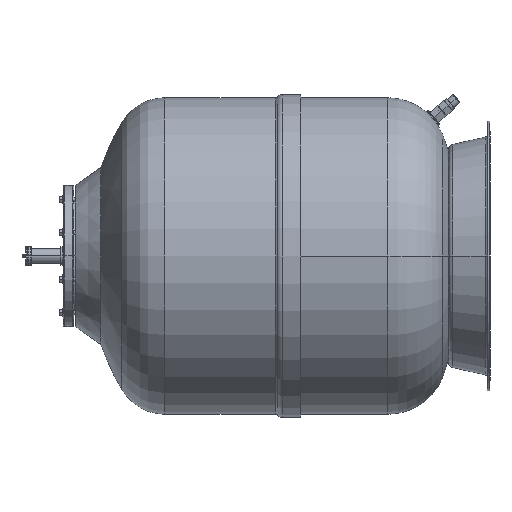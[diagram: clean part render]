
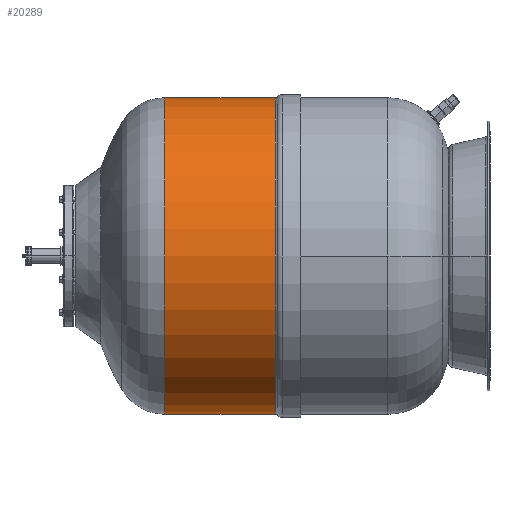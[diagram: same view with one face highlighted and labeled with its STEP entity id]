
A CAD part, left-side view. The second image highlights one B-rep face of the part: STEP entity #20289.
In plain terms, the highlighted cylindrical face has radius 305 mm (diameter 610 mm), a partial arc.
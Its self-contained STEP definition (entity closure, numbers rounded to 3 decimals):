
#240 = CARTESIAN_POINT ( 'NONE',  ( 260., 626.954, 45. ) ) ;
#743 = CARTESIAN_POINT ( 'NONE',  ( 260., 626.954, -565. ) ) ;
#2712 = CYLINDRICAL_SURFACE ( 'NONE', #20680, 305. ) ;
#3863 = DIRECTION ( 'NONE',  ( 0., -1., 0. ) ) ;
#4871 = VERTEX_POINT ( 'NONE', #34543 ) ;
#5007 = VECTOR ( 'NONE', #17715, 1000. ) ;
#5408 = DIRECTION ( 'NONE',  ( 0., -1., 0. ) ) ;
#5927 = EDGE_LOOP ( 'NONE', ( #22142, #25769, #16096, #13552 ) ) ;
#6736 = DIRECTION ( 'NONE',  ( 0., 0., 1. ) ) ;
#8901 = LINE ( 'NONE', #31280, #5007 ) ;
#10000 = CARTESIAN_POINT ( 'NONE',  ( 260., 413.966, -260. ) ) ;
#11101 = EDGE_CURVE ( 'NONE', #23839, #18470, #22469, .T. ) ;
#11408 = DIRECTION ( 'NONE',  ( 0., 1., 0. ) ) ;
#12724 = VERTEX_POINT ( 'NONE', #19191 ) ;
#13384 = CIRCLE ( 'NONE', #23148, 305. ) ;
#13552 = ORIENTED_EDGE ( 'NONE', *, *, #30235, .T. ) ;
#13711 = DIRECTION ( 'NONE',  ( 0., 0., 1. ) ) ;
#16096 = ORIENTED_EDGE ( 'NONE', *, *, #25110, .F. ) ;
#17715 = DIRECTION ( 'NONE',  ( 0., 1., 0. ) ) ;
#18470 = VERTEX_POINT ( 'NONE', #743 ) ;
#19117 = CARTESIAN_POINT ( 'NONE',  ( 260., 626.954, -260. ) ) ;
#19191 = CARTESIAN_POINT ( 'NONE',  ( 260., 413.966, -565. ) ) ;
#20048 = CARTESIAN_POINT ( 'NONE',  ( 260., 413.966, -565. ) ) ;
#20289 = ADVANCED_FACE ( 'NONE', ( #29984 ), #2712, .T. ) ;
#20680 = AXIS2_PLACEMENT_3D ( 'NONE', #25019, #5408, #27329 ) ;
#22142 = ORIENTED_EDGE ( 'NONE', *, *, #11101, .T. ) ;
#22469 = CIRCLE ( 'NONE', #32739, 305. ) ;
#22563 = LINE ( 'NONE', #20048, #34646 ) ;
#23148 = AXIS2_PLACEMENT_3D ( 'NONE', #10000, #3863, #6736 ) ;
#23839 = VERTEX_POINT ( 'NONE', #240 ) ;
#25019 = CARTESIAN_POINT ( 'NONE',  ( 260., 364.366, -260. ) ) ;
#25110 = EDGE_CURVE ( 'NONE', #4871, #12724, #13384, .T. ) ;
#25769 = ORIENTED_EDGE ( 'NONE', *, *, #26331, .F. ) ;
#26331 = EDGE_CURVE ( 'NONE', #12724, #18470, #22563, .T. ) ;
#27329 = DIRECTION ( 'NONE',  ( 0., 0., 1. ) ) ;
#29984 = FACE_OUTER_BOUND ( 'NONE', #5927, .T. ) ;
#30003 = DIRECTION ( 'NONE',  ( 0., -1., 0. ) ) ;
#30235 = EDGE_CURVE ( 'NONE', #4871, #23839, #8901, .T. ) ;
#31280 = CARTESIAN_POINT ( 'NONE',  ( 260., 413.966, 45. ) ) ;
#32739 = AXIS2_PLACEMENT_3D ( 'NONE', #19117, #30003, #13711 ) ;
#34543 = CARTESIAN_POINT ( 'NONE',  ( 260., 413.966, 45. ) ) ;
#34646 = VECTOR ( 'NONE', #11408, 1000. ) ;
